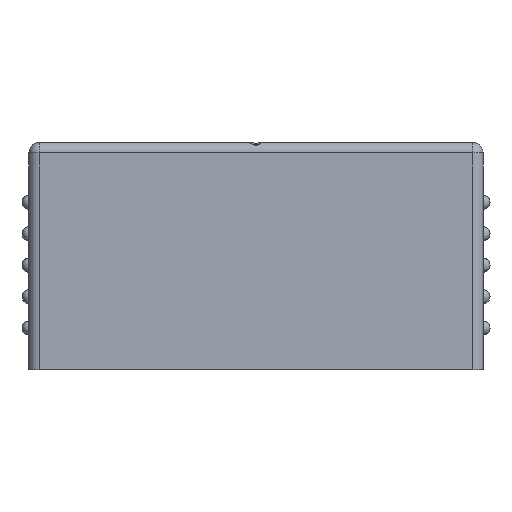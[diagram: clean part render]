
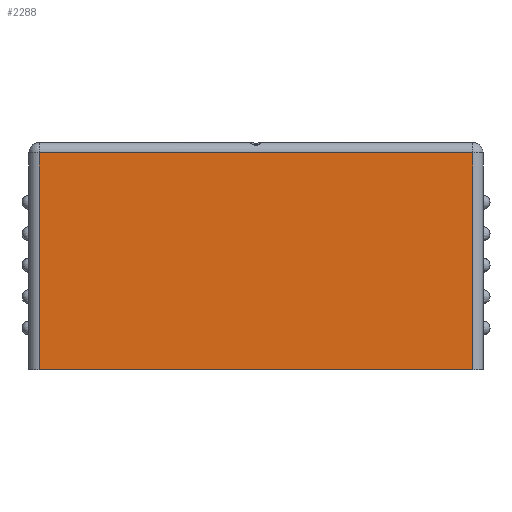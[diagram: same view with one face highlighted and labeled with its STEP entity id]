
A CAD part, front view. The second image highlights one B-rep face of the part: STEP entity #2288.
In plain terms, the highlighted planar face has unit normal (0, -1, 0).
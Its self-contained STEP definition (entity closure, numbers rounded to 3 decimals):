
#52=PLANE('',#2601);
#257=FACE_OUTER_BOUND('',#404,.T.);
#404=EDGE_LOOP('',(#1896,#1897,#1898,#1899));
#517=LINE('',#4251,#677);
#550=LINE('',#4342,#710);
#553=LINE('',#4361,#713);
#559=LINE('',#4380,#719);
#677=VECTOR('',#3122,10.);
#710=VECTOR('',#3225,10.);
#713=VECTOR('',#3248,10.);
#719=VECTOR('',#3272,10.);
#1058=VERTEX_POINT('',#4248);
#1059=VERTEX_POINT('',#4250);
#1081=VERTEX_POINT('',#4338);
#1088=VERTEX_POINT('',#4359);
#1328=EDGE_CURVE('',#1058,#1059,#517,.T.);
#1374=EDGE_CURVE('',#1059,#1081,#550,.T.);
#1383=EDGE_CURVE('',#1088,#1058,#553,.T.);
#1393=EDGE_CURVE('',#1081,#1088,#559,.T.);
#1896=ORIENTED_EDGE('',*,*,#1374,.F.);
#1897=ORIENTED_EDGE('',*,*,#1328,.F.);
#1898=ORIENTED_EDGE('',*,*,#1383,.F.);
#1899=ORIENTED_EDGE('',*,*,#1393,.F.);
#2288=ADVANCED_FACE('',(#257),#52,.T.);
#2601=AXIS2_PLACEMENT_3D('',#4379,#3270,#3271);
#3122=DIRECTION('',(1.,0.,0.));
#3225=DIRECTION('',(0.,0.,-1.));
#3248=DIRECTION('',(0.,0.,1.));
#3270=DIRECTION('center_axis',(0.,-1.,0.));
#3271=DIRECTION('ref_axis',(-1.,0.,0.));
#3272=DIRECTION('',(-1.,0.,0.));
#4248=CARTESIAN_POINT('',(-78.933,-44.711,-15.138));
#4250=CARTESIAN_POINT('',(-16.933,-44.711,-15.138));
#4251=CARTESIAN_POINT('',(-31.683,-44.711,-15.138));
#4338=CARTESIAN_POINT('',(-16.933,-44.711,-46.138));
#4342=CARTESIAN_POINT('',(-16.933,-44.711,-16.138));
#4359=CARTESIAN_POINT('',(-78.933,-44.711,-46.138));
#4361=CARTESIAN_POINT('',(-78.933,-44.711,-16.138));
#4379=CARTESIAN_POINT('Origin',(-15.433,-44.711,-16.138));
#4380=CARTESIAN_POINT('',(-80.433,-44.711,-46.138));
